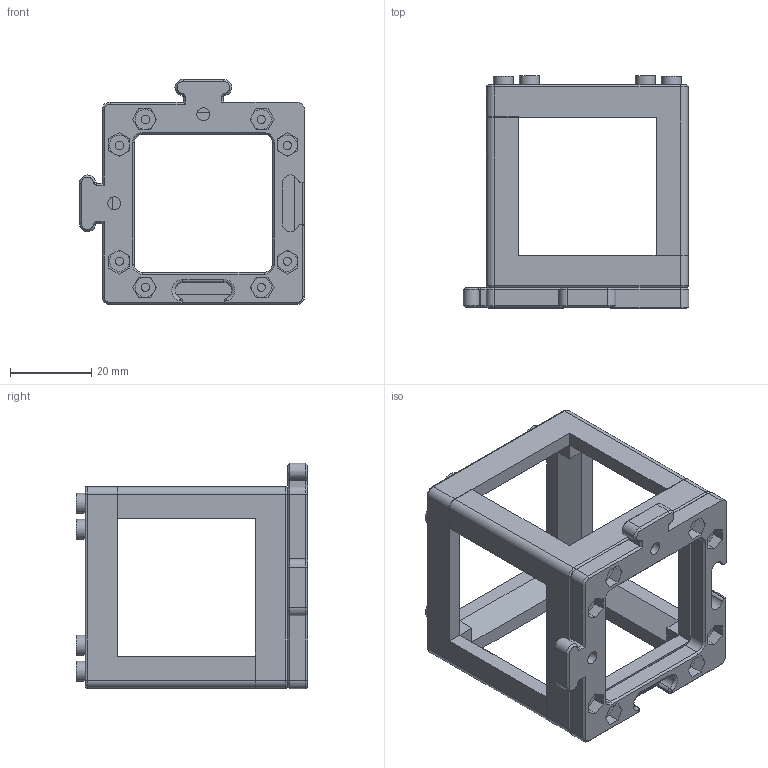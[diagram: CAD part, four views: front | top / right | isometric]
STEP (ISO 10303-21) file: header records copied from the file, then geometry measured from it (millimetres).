
FILE_DESCRIPTION(/* description */ (''),/* implementation_level */ '2;1');
FILE_NAME(/* name */ 'Assembly_Cube_empty_IM_withBase_v3.iam.step',/* time_stamp */ '2022-11-29T09:03:51+01:00',/* author */ ('B'),/* organization */ (''),/* preprocessor_version */ 'ST-DEVELOPER v18.1',/* originating_system */ 'Autodesk Inventor 2022',/* authorisation */ '');
FILE_SCHEMA (('AUTOMOTIVE_DESIGN { 1 0 10303 214 3 1 1 }'));
Products named in the file (3): Assembly_Cube_explosion_v2; 10_Cube_1x1_IM; 10_Base_puzzle_v3
Assembly tree (3 placements, depth 2):
  Assembly_Cube_explosion_v2
    10_Cube_1x1_IM  x2
    10_Base_puzzle_v3
Bounding box: 55.6 x 57.2 x 55.6 mm (x, y, z)
Volume: 27506.6 mm3; surface area: 23712.8 mm2
Topology: 3 solids, 3 shells, 503 faces, 1228 edges, 785 vertices
Faces by surface type: plane 294, cylinder 156, cone 33, torus 14, sphere 6
Full cylindrical faces by diameter (mm): 2.05 x16, 3.1 x8, 3.2 x2, 4.95 x16, 5.5 x4, 7 x2
Entity records: 10390 total; most frequent: DIRECTION 1822, CARTESIAN_POINT 1754, ORIENTED_EDGE 1716, EDGE_CURVE 858, AXIS2_PLACEMENT_3D 609, LINE 604, VECTOR 604, VERTEX_POINT 541
